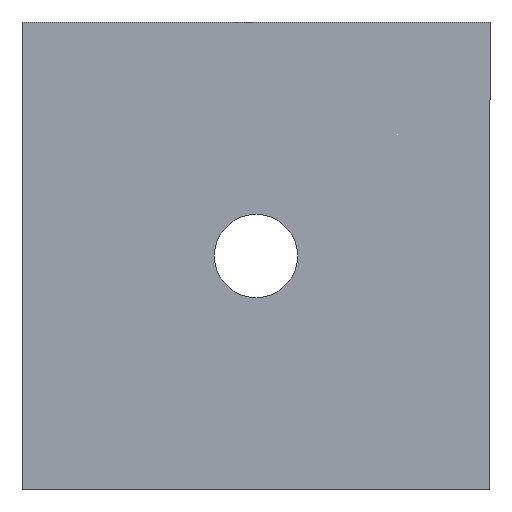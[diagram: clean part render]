
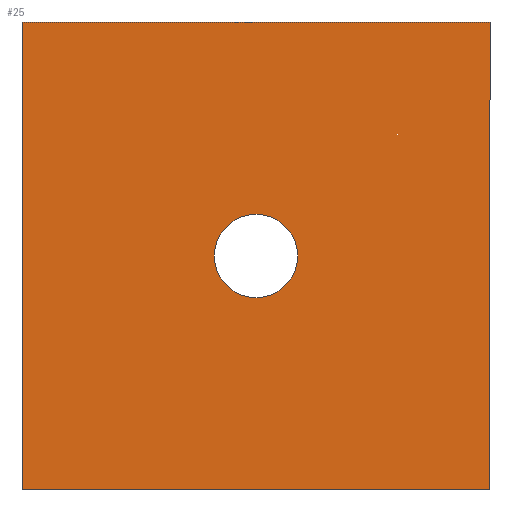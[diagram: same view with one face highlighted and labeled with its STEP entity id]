
A CAD part, front view. The second image highlights one B-rep face of the part: STEP entity #25.
In plain terms, the highlighted planar face has unit normal (0, -1, 0).
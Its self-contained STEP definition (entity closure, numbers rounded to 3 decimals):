
#1 = ORIENTED_EDGE ( 'NONE', *, *, #142, .F. ) ;
#5 = LINE ( 'NONE', #279, #139 ) ;
#6 = EDGE_CURVE ( 'NONE', #179, #59, #5, .T. ) ;
#7 = CARTESIAN_POINT ( 'NONE',  ( 0., -2., 0. ) ) ;
#14 = CARTESIAN_POINT ( 'NONE',  ( 9., -2., -9. ) ) ;
#25 = ADVANCED_FACE ( 'NONE', ( #129, #333 ), #89, .F. ) ;
#42 = VERTEX_POINT ( 'NONE', #167 ) ;
#44 = VECTOR ( 'NONE', #336, 1000. ) ;
#45 = DIRECTION ( 'NONE',  ( 0., 0., 1. ) ) ;
#52 = CARTESIAN_POINT ( 'NONE',  ( 0., -2., 0. ) ) ;
#59 = VERTEX_POINT ( 'NONE', #281 ) ;
#60 = AXIS2_PLACEMENT_3D ( 'NONE', #7, #198, #199 ) ;
#66 = DIRECTION ( 'NONE',  ( 0., 1., 0. ) ) ;
#70 = CARTESIAN_POINT ( 'NONE',  ( -9., -2., -9. ) ) ;
#78 = EDGE_CURVE ( 'NONE', #59, #244, #249, .T. ) ;
#84 = EDGE_CURVE ( 'NONE', #42, #296, #256, .T. ) ;
#88 = ORIENTED_EDGE ( 'NONE', *, *, #78, .F. ) ;
#89 = PLANE ( 'NONE',  #60 ) ;
#92 = CARTESIAN_POINT ( 'NONE',  ( -9., -2., 9. ) ) ;
#97 = ORIENTED_EDGE ( 'NONE', *, *, #274, .T. ) ;
#118 = ORIENTED_EDGE ( 'NONE', *, *, #6, .F. ) ;
#124 = CARTESIAN_POINT ( 'NONE',  ( -9., -2., -9. ) ) ;
#129 = FACE_BOUND ( 'NONE', #237, .T. ) ;
#134 = ORIENTED_EDGE ( 'NONE', *, *, #205, .F. ) ;
#139 = VECTOR ( 'NONE', #222, 1000. ) ;
#142 = EDGE_CURVE ( 'NONE', #197, #179, #175, .T. ) ;
#161 = AXIS2_PLACEMENT_3D ( 'NONE', #300, #66, #45 ) ;
#167 = CARTESIAN_POINT ( 'NONE',  ( 0., -2., 1.6 ) ) ;
#175 = LINE ( 'NONE', #124, #44 ) ;
#179 = VERTEX_POINT ( 'NONE', #70 ) ;
#181 = VECTOR ( 'NONE', #207, 1000. ) ;
#197 = VERTEX_POINT ( 'NONE', #14 ) ;
#198 = DIRECTION ( 'NONE',  ( 0., 1., 0. ) ) ;
#199 = DIRECTION ( 'NONE',  ( 0., 0., 1. ) ) ;
#204 = DIRECTION ( 'NONE',  ( 0., 0., -1. ) ) ;
#205 = EDGE_CURVE ( 'NONE', #244, #197, #308, .T. ) ;
#206 = VECTOR ( 'NONE', #204, 1000. ) ;
#207 = DIRECTION ( 'NONE',  ( 1., 0., 0. ) ) ;
#213 = DIRECTION ( 'NONE',  ( 0., 1., 0. ) ) ;
#222 = DIRECTION ( 'NONE',  ( 0., 0., 1. ) ) ;
#234 = CIRCLE ( 'NONE', #271, 1.6 ) ;
#236 = CARTESIAN_POINT ( 'NONE',  ( 0., -2., -1.6 ) ) ;
#237 = EDGE_LOOP ( 'NONE', ( #316, #97 ) ) ;
#244 = VERTEX_POINT ( 'NONE', #254 ) ;
#249 = LINE ( 'NONE', #92, #181 ) ;
#254 = CARTESIAN_POINT ( 'NONE',  ( 9., -2., 9. ) ) ;
#256 = CIRCLE ( 'NONE', #161, 1.6 ) ;
#271 = AXIS2_PLACEMENT_3D ( 'NONE', #52, #213, #287 ) ;
#274 = EDGE_CURVE ( 'NONE', #296, #42, #234, .T. ) ;
#279 = CARTESIAN_POINT ( 'NONE',  ( -9., -2., -9. ) ) ;
#280 = CARTESIAN_POINT ( 'NONE',  ( 9., -2., -9. ) ) ;
#281 = CARTESIAN_POINT ( 'NONE',  ( -9., -2., 9. ) ) ;
#287 = DIRECTION ( 'NONE',  ( 0., 0., 1. ) ) ;
#293 = EDGE_LOOP ( 'NONE', ( #118, #1, #134, #88 ) ) ;
#296 = VERTEX_POINT ( 'NONE', #236 ) ;
#300 = CARTESIAN_POINT ( 'NONE',  ( 0., -2., 0. ) ) ;
#308 = LINE ( 'NONE', #280, #206 ) ;
#316 = ORIENTED_EDGE ( 'NONE', *, *, #84, .T. ) ;
#333 = FACE_OUTER_BOUND ( 'NONE', #293, .T. ) ;
#336 = DIRECTION ( 'NONE',  ( -1., 0., 0. ) ) ;
